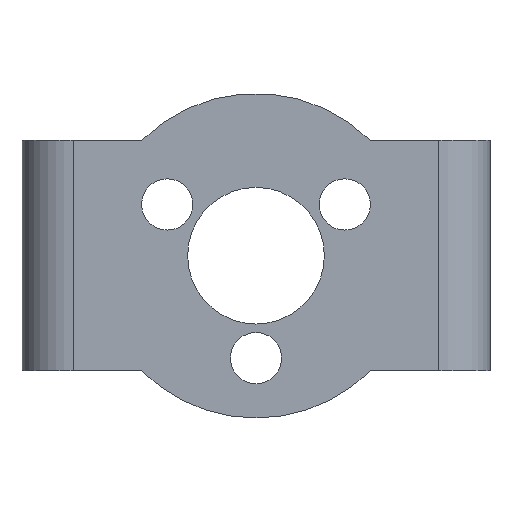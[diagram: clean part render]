
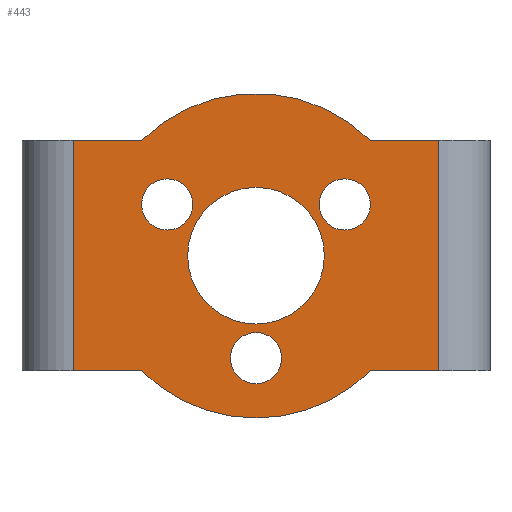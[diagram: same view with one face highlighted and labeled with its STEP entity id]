
A CAD part, front view. The second image highlights one B-rep face of the part: STEP entity #443.
In plain terms, the highlighted planar face has unit normal (0, -1, 0).
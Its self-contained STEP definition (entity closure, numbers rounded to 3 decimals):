
#3 = VERTEX_POINT ( 'NONE', #264 ) ;
#6 = DIRECTION ( 'NONE',  ( -1., 0., 0. ) ) ;
#7 = AXIS2_PLACEMENT_3D ( 'NONE', #755, #39, #689 ) ;
#9 = EDGE_CURVE ( 'NONE', #581, #789, #788, .T. ) ;
#11 = EDGE_CURVE ( 'NONE', #511, #770, #962, .T. ) ;
#15 = CARTESIAN_POINT ( 'NONE',  ( 10.7, 0., -6.75 ) ) ;
#16 = LINE ( 'NONE', #479, #341 ) ;
#39 = DIRECTION ( 'NONE',  ( 0., 1., 0. ) ) ;
#52 = EDGE_CURVE ( 'NONE', #780, #105, #804, .T. ) ;
#61 = AXIS2_PLACEMENT_3D ( 'NONE', #402, #494, #976 ) ;
#70 = DIRECTION ( 'NONE',  ( 0., 0., -1. ) ) ;
#83 = EDGE_CURVE ( 'NONE', #770, #511, #500, .T. ) ;
#85 = CARTESIAN_POINT ( 'NONE',  ( 10.7, 0., -6.75 ) ) ;
#105 = VERTEX_POINT ( 'NONE', #201 ) ;
#107 = ORIENTED_EDGE ( 'NONE', *, *, #422, .T. ) ;
#119 = CARTESIAN_POINT ( 'NONE',  ( 5.196, 0., 4.5 ) ) ;
#121 = AXIS2_PLACEMENT_3D ( 'NONE', #822, #659, #431 ) ;
#125 = CARTESIAN_POINT ( 'NONE',  ( 0., 0., 4. ) ) ;
#129 = CIRCLE ( 'NONE', #61, 4. ) ;
#133 = EDGE_CURVE ( 'NONE', #789, #581, #855, .T. ) ;
#137 = FACE_BOUND ( 'NONE', #448, .T. ) ;
#145 = VECTOR ( 'NONE', #577, 1000. ) ;
#146 = FACE_BOUND ( 'NONE', #270, .T. ) ;
#152 = ORIENTED_EDGE ( 'NONE', *, *, #11, .T. ) ;
#154 = DIRECTION ( 'NONE',  ( 0., -1., 0. ) ) ;
#163 = CARTESIAN_POINT ( 'NONE',  ( 0., 0., -7.5 ) ) ;
#178 = EDGE_CURVE ( 'NONE', #1014, #702, #328, .T. ) ;
#185 = ORIENTED_EDGE ( 'NONE', *, *, #9, .T. ) ;
#199 = CARTESIAN_POINT ( 'NONE',  ( 0., 0., -4.5 ) ) ;
#201 = CARTESIAN_POINT ( 'NONE',  ( 0., 0., -4. ) ) ;
#205 = CARTESIAN_POINT ( 'NONE',  ( 0., 0., 0. ) ) ;
#206 = CIRCLE ( 'NONE', #7, 1.5 ) ;
#218 = FACE_OUTER_BOUND ( 'NONE', #350, .T. ) ;
#219 = AXIS2_PLACEMENT_3D ( 'NONE', #994, #497, #741 ) ;
#222 = CARTESIAN_POINT ( 'NONE',  ( 0., 0., 0. ) ) ;
#224 = CARTESIAN_POINT ( 'NONE',  ( 0., 0., -6. ) ) ;
#242 = VERTEX_POINT ( 'NONE', #245 ) ;
#245 = CARTESIAN_POINT ( 'NONE',  ( 0., 0., -9.5 ) ) ;
#247 = ORIENTED_EDGE ( 'NONE', *, *, #644, .F. ) ;
#264 = CARTESIAN_POINT ( 'NONE',  ( -6.685, 0., 6.75 ) ) ;
#270 = EDGE_LOOP ( 'NONE', ( #663, #499 ) ) ;
#273 = DIRECTION ( 'NONE',  ( 0., 0., 1. ) ) ;
#289 = VERTEX_POINT ( 'NONE', #978 ) ;
#324 = CARTESIAN_POINT ( 'NONE',  ( 10.7, 0., 6.75 ) ) ;
#328 = LINE ( 'NONE', #421, #348 ) ;
#330 = ORIENTED_EDGE ( 'NONE', *, *, #884, .F. ) ;
#332 = LINE ( 'NONE', #324, #528 ) ;
#334 = AXIS2_PLACEMENT_3D ( 'NONE', #928, #358, #273 ) ;
#341 = VECTOR ( 'NONE', #476, 1000. ) ;
#342 = VERTEX_POINT ( 'NONE', #662 ) ;
#348 = VECTOR ( 'NONE', #6, 1000. ) ;
#350 = EDGE_LOOP ( 'NONE', ( #107, #716, #691, #247, #892, #858, #737, #330, #758 ) ) ;
#352 = CARTESIAN_POINT ( 'NONE',  ( -6., 0., 6.75 ) ) ;
#358 = DIRECTION ( 'NONE',  ( 0., 1., 0. ) ) ;
#361 = DIRECTION ( 'NONE',  ( 0., 0., 1. ) ) ;
#366 = CARTESIAN_POINT ( 'NONE',  ( 6.685, 0., 6.75 ) ) ;
#368 = AXIS2_PLACEMENT_3D ( 'NONE', #224, #793, #542 ) ;
#381 = EDGE_CURVE ( 'NONE', #517, #289, #206, .T. ) ;
#383 = EDGE_CURVE ( 'NONE', #289, #517, #911, .T. ) ;
#389 = ORIENTED_EDGE ( 'NONE', *, *, #381, .T. ) ;
#391 = FACE_BOUND ( 'NONE', #988, .T. ) ;
#392 = EDGE_CURVE ( 'NONE', #679, #3, #588, .T. ) ;
#402 = CARTESIAN_POINT ( 'NONE',  ( 0., 0., 0. ) ) ;
#421 = CARTESIAN_POINT ( 'NONE',  ( 6., 0., -6.75 ) ) ;
#422 = EDGE_CURVE ( 'NONE', #342, #242, #653, .T. ) ;
#431 = DIRECTION ( 'NONE',  ( 0., 0., 1. ) ) ;
#438 = DIRECTION ( 'NONE',  ( 0., 1., 0. ) ) ;
#443 = ADVANCED_FACE ( 'NONE', ( #218, #137, #391, #146, #1026 ), #871, .T. ) ;
#448 = EDGE_LOOP ( 'NONE', ( #152, #842 ) ) ;
#450 = DIRECTION ( 'NONE',  ( 0., 0., 1. ) ) ;
#460 = DIRECTION ( 'NONE',  ( 0., 0., 1. ) ) ;
#470 = VECTOR ( 'NONE', #675, 1000. ) ;
#472 = EDGE_CURVE ( 'NONE', #817, #3, #767, .T. ) ;
#476 = DIRECTION ( 'NONE',  ( -1., 0., 0. ) ) ;
#479 = CARTESIAN_POINT ( 'NONE',  ( -10.7, 0., -6.75 ) ) ;
#494 = DIRECTION ( 'NONE',  ( 0., 1., 0. ) ) ;
#497 = DIRECTION ( 'NONE',  ( 0., 1., 0. ) ) ;
#499 = ORIENTED_EDGE ( 'NONE', *, *, #52, .T. ) ;
#500 = CIRCLE ( 'NONE', #646, 1.5 ) ;
#511 = VERTEX_POINT ( 'NONE', #777 ) ;
#515 = ORIENTED_EDGE ( 'NONE', *, *, #383, .T. ) ;
#517 = VERTEX_POINT ( 'NONE', #541 ) ;
#520 = AXIS2_PLACEMENT_3D ( 'NONE', #535, #868, #678 ) ;
#525 = DIRECTION ( 'NONE',  ( 0., -1., 0. ) ) ;
#528 = VECTOR ( 'NONE', #567, 1000. ) ;
#535 = CARTESIAN_POINT ( 'NONE',  ( 0., 0., 0. ) ) ;
#540 = LINE ( 'NONE', #613, #812 ) ;
#541 = CARTESIAN_POINT ( 'NONE',  ( -5.196, 0., 4.5 ) ) ;
#542 = DIRECTION ( 'NONE',  ( 0., 0., 1. ) ) ;
#550 = CARTESIAN_POINT ( 'NONE',  ( 0., 0., 0. ) ) ;
#551 = ORIENTED_EDGE ( 'NONE', *, *, #133, .T. ) ;
#567 = DIRECTION ( 'NONE',  ( 1., 0., 0. ) ) ;
#577 = DIRECTION ( 'NONE',  ( 0., 0., -1. ) ) ;
#581 = VERTEX_POINT ( 'NONE', #163 ) ;
#588 = LINE ( 'NONE', #352, #470 ) ;
#589 = VERTEX_POINT ( 'NONE', #642 ) ;
#604 = AXIS2_PLACEMENT_3D ( 'NONE', #222, #784, #450 ) ;
#613 = CARTESIAN_POINT ( 'NONE',  ( -10.7, 0., 6.75 ) ) ;
#622 = AXIS2_PLACEMENT_3D ( 'NONE', #205, #525, #680 ) ;
#631 = EDGE_CURVE ( 'NONE', #342, #926, #16, .T. ) ;
#633 = EDGE_CURVE ( 'NONE', #817, #589, #332, .T. ) ;
#642 = CARTESIAN_POINT ( 'NONE',  ( 10.7, 0., 6.75 ) ) ;
#644 = EDGE_CURVE ( 'NONE', #589, #1014, #890, .T. ) ;
#646 = AXIS2_PLACEMENT_3D ( 'NONE', #839, #438, #361 ) ;
#653 = CIRCLE ( 'NONE', #945, 9.5 ) ;
#659 = DIRECTION ( 'NONE',  ( 0., 1., 0. ) ) ;
#662 = CARTESIAN_POINT ( 'NONE',  ( -6.685, 0., -6.75 ) ) ;
#663 = ORIENTED_EDGE ( 'NONE', *, *, #983, .T. ) ;
#665 = CARTESIAN_POINT ( 'NONE',  ( 6.685, 0., -6.75 ) ) ;
#675 = DIRECTION ( 'NONE',  ( 1., 0., 0. ) ) ;
#678 = DIRECTION ( 'NONE',  ( 0., 0., 1. ) ) ;
#679 = VERTEX_POINT ( 'NONE', #749 ) ;
#680 = DIRECTION ( 'NONE',  ( 0., 0., 1. ) ) ;
#689 = DIRECTION ( 'NONE',  ( 0., 0., 1. ) ) ;
#691 = ORIENTED_EDGE ( 'NONE', *, *, #178, .F. ) ;
#698 = DIRECTION ( 'NONE',  ( 0., 0., 1. ) ) ;
#702 = VERTEX_POINT ( 'NONE', #665 ) ;
#710 = AXIS2_PLACEMENT_3D ( 'NONE', #550, #787, #70 ) ;
#716 = ORIENTED_EDGE ( 'NONE', *, *, #734, .T. ) ;
#734 = EDGE_CURVE ( 'NONE', #242, #702, #929, .T. ) ;
#737 = ORIENTED_EDGE ( 'NONE', *, *, #392, .F. ) ;
#741 = DIRECTION ( 'NONE',  ( 0., 0., 1. ) ) ;
#749 = CARTESIAN_POINT ( 'NONE',  ( -10.7, 0., 6.75 ) ) ;
#755 = CARTESIAN_POINT ( 'NONE',  ( -5.196, 0., 3. ) ) ;
#758 = ORIENTED_EDGE ( 'NONE', *, *, #631, .F. ) ;
#767 = CIRCLE ( 'NONE', #604, 9.5 ) ;
#770 = VERTEX_POINT ( 'NONE', #119 ) ;
#777 = CARTESIAN_POINT ( 'NONE',  ( 5.196, 0., 1.5 ) ) ;
#780 = VERTEX_POINT ( 'NONE', #125 ) ;
#784 = DIRECTION ( 'NONE',  ( 0., -1., 0. ) ) ;
#787 = DIRECTION ( 'NONE',  ( 0., -1., 0. ) ) ;
#788 = CIRCLE ( 'NONE', #219, 1.5 ) ;
#789 = VERTEX_POINT ( 'NONE', #199 ) ;
#793 = DIRECTION ( 'NONE',  ( 0., 1., 0. ) ) ;
#804 = CIRCLE ( 'NONE', #520, 4. ) ;
#812 = VECTOR ( 'NONE', #460, 1000. ) ;
#817 = VERTEX_POINT ( 'NONE', #366 ) ;
#822 = CARTESIAN_POINT ( 'NONE',  ( 5.196, 0., 3. ) ) ;
#839 = CARTESIAN_POINT ( 'NONE',  ( 5.196, 0., 3. ) ) ;
#842 = ORIENTED_EDGE ( 'NONE', *, *, #83, .T. ) ;
#855 = CIRCLE ( 'NONE', #368, 1.5 ) ;
#858 = ORIENTED_EDGE ( 'NONE', *, *, #472, .T. ) ;
#868 = DIRECTION ( 'NONE',  ( 0., 1., 0. ) ) ;
#871 = PLANE ( 'NONE',  #710 ) ;
#884 = EDGE_CURVE ( 'NONE', #926, #679, #540, .T. ) ;
#890 = LINE ( 'NONE', #85, #145 ) ;
#892 = ORIENTED_EDGE ( 'NONE', *, *, #633, .F. ) ;
#911 = CIRCLE ( 'NONE', #334, 1.5 ) ;
#926 = VERTEX_POINT ( 'NONE', #1021 ) ;
#928 = CARTESIAN_POINT ( 'NONE',  ( -5.196, 0., 3. ) ) ;
#929 = CIRCLE ( 'NONE', #622, 9.5 ) ;
#945 = AXIS2_PLACEMENT_3D ( 'NONE', #961, #154, #698 ) ;
#961 = CARTESIAN_POINT ( 'NONE',  ( 0., 0., 0. ) ) ;
#962 = CIRCLE ( 'NONE', #121, 1.5 ) ;
#976 = DIRECTION ( 'NONE',  ( 0., 0., 1. ) ) ;
#978 = CARTESIAN_POINT ( 'NONE',  ( -5.196, 0., 1.5 ) ) ;
#983 = EDGE_CURVE ( 'NONE', #105, #780, #129, .T. ) ;
#988 = EDGE_LOOP ( 'NONE', ( #185, #551 ) ) ;
#994 = CARTESIAN_POINT ( 'NONE',  ( 0., 0., -6. ) ) ;
#1010 = EDGE_LOOP ( 'NONE', ( #515, #389 ) ) ;
#1014 = VERTEX_POINT ( 'NONE', #15 ) ;
#1021 = CARTESIAN_POINT ( 'NONE',  ( -10.7, 0., -6.75 ) ) ;
#1026 = FACE_BOUND ( 'NONE', #1010, .T. ) ;
